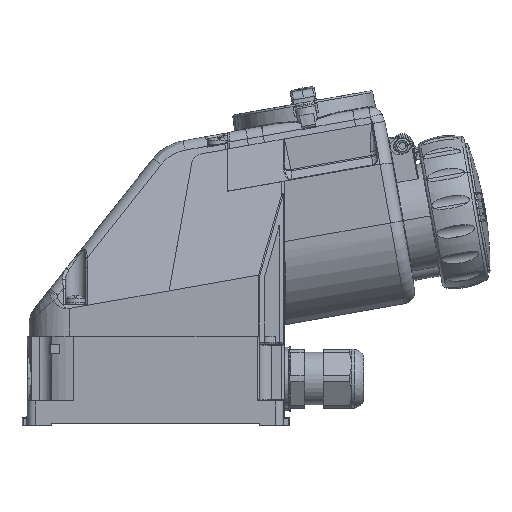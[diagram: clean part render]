
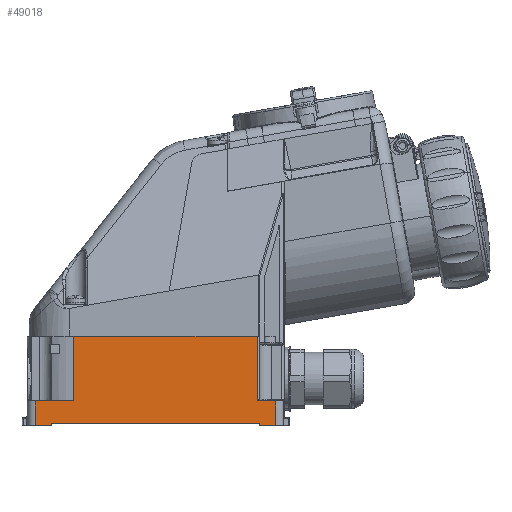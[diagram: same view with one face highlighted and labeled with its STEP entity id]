
A CAD part, front view. The second image highlights one B-rep face of the part: STEP entity #49018.
In plain terms, the highlighted planar face has unit normal (0, -1, 0).
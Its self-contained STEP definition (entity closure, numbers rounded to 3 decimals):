
#2530 = VERTEX_POINT ( 'NONE', #49326 ) ;
#3364 = CARTESIAN_POINT ( 'NONE',  ( 34.645, 113.237, -56.201 ) ) ;
#4137 = EDGE_CURVE ( 'NONE', #127603, #64387, #100987, .T. ) ;
#4257 = DIRECTION ( 'NONE',  ( -1., 0., 0. ) ) ;
#5135 = DIRECTION ( 'NONE',  ( 0., 0., 1. ) ) ;
#5486 = VERTEX_POINT ( 'NONE', #11007 ) ;
#6467 = VECTOR ( 'NONE', #19232, 1000. ) ;
#6916 = CARTESIAN_POINT ( 'NONE',  ( -99.057, 113.237, -24.201 ) ) ;
#7753 = VECTOR ( 'NONE', #5135, 1000. ) ;
#7985 = VECTOR ( 'NONE', #124155, 1000. ) ;
#11007 = CARTESIAN_POINT ( 'NONE',  ( 19.943, 113.237, -68.201 ) ) ;
#11479 = VERTEX_POINT ( 'NONE', #51943 ) ;
#15637 = ORIENTED_EDGE ( 'NONE', *, *, #117458, .T. ) ;
#16040 = CARTESIAN_POINT ( 'NONE',  ( 10.693, 113.237, -24.201 ) ) ;
#17368 = ORIENTED_EDGE ( 'NONE', *, *, #47807, .F. ) ;
#19232 = DIRECTION ( 'NONE',  ( 0., 0., -1. ) ) ;
#19300 = VERTEX_POINT ( 'NONE', #30809 ) ;
#19724 = LINE ( 'NONE', #89019, #131538 ) ;
#19897 = DIRECTION ( 'NONE',  ( 0., 0., 1. ) ) ;
#22905 = LINE ( 'NONE', #37919, #131302 ) ;
#23836 = VECTOR ( 'NONE', #19897, 1000. ) ;
#24113 = VERTEX_POINT ( 'NONE', #53678 ) ;
#24602 = ORIENTED_EDGE ( 'NONE', *, *, #88757, .F. ) ;
#25475 = LINE ( 'NONE', #74371, #23836 ) ;
#29808 = ORIENTED_EDGE ( 'NONE', *, *, #87774, .T. ) ;
#30809 = CARTESIAN_POINT ( 'NONE',  ( -99.057, 113.237, -68.201 ) ) ;
#31472 = CARTESIAN_POINT ( 'NONE',  ( 11.032, 113.237, -55.941 ) ) ;
#32073 = ORIENTED_EDGE ( 'NONE', *, *, #83002, .F. ) ;
#33498 = VERTEX_POINT ( 'NONE', #60719 ) ;
#35801 = VERTEX_POINT ( 'NONE', #38341 ) ;
#37501 = B_SPLINE_CURVE_WITH_KNOTS ( 'NONE', 3,
 ( #97294, #95864, #95396, #31472, #139464, #129491 ),
 .UNSPECIFIED., .F., .F.,
 ( 4, 2, 4 ),
 ( 0., 0.001, 0.001 ),
 .UNSPECIFIED. ) ;
#37919 = CARTESIAN_POINT ( 'NONE',  ( -103.057, 113.237, -67.201 ) ) ;
#38341 = CARTESIAN_POINT ( 'NONE',  ( 11.943, 113.237, -67.201 ) ) ;
#39561 = EDGE_CURVE ( 'NONE', #2530, #11479, #57276, .T. ) ;
#40434 = ORIENTED_EDGE ( 'NONE', *, *, #124418, .F. ) ;
#45687 = DIRECTION ( 'NONE',  ( 1., 0., 0. ) ) ;
#45931 = LINE ( 'NONE', #131034, #64603 ) ;
#46008 = CARTESIAN_POINT ( 'NONE',  ( -80.057, 113.237, -56.201 ) ) ;
#47807 = EDGE_CURVE ( 'NONE', #126165, #35801, #138879, .T. ) ;
#49018 = ADVANCED_FACE ( 'NONE', ( #92952 ), #103349, .F. ) ;
#49326 = CARTESIAN_POINT ( 'NONE',  ( 11.811, 113.237, -56.201 ) ) ;
#50909 = ORIENTED_EDGE ( 'NONE', *, *, #135363, .T. ) ;
#51943 = CARTESIAN_POINT ( 'NONE',  ( 19.943, 113.237, -56.201 ) ) ;
#52625 = VERTEX_POINT ( 'NONE', #133745 ) ;
#53678 = CARTESIAN_POINT ( 'NONE',  ( -91.057, 113.237, -67.201 ) ) ;
#55193 = CARTESIAN_POINT ( 'NONE',  ( 19.943, 113.237, -68.201 ) ) ;
#56403 = CARTESIAN_POINT ( 'NONE',  ( 11.943, 113.237, -68.201 ) ) ;
#57276 = LINE ( 'NONE', #3364, #64058 ) ;
#57706 = EDGE_CURVE ( 'NONE', #5486, #11479, #19724, .T. ) ;
#58877 = CARTESIAN_POINT ( 'NONE',  ( -103.057, 113.237, -24.201 ) ) ;
#59345 = DIRECTION ( 'NONE',  ( 0., 1., 0. ) ) ;
#60719 = CARTESIAN_POINT ( 'NONE',  ( -91.057, 113.237, -68.201 ) ) ;
#64058 = VECTOR ( 'NONE', #80073, 1000. ) ;
#64387 = VERTEX_POINT ( 'NONE', #93542 ) ;
#64603 = VECTOR ( 'NONE', #99759, 1000. ) ;
#68640 = DIRECTION ( 'NONE',  ( 0., 0., 1. ) ) ;
#70094 = CARTESIAN_POINT ( 'NONE',  ( -99.057, 113.237, -68.201 ) ) ;
#71984 = VERTEX_POINT ( 'NONE', #80477 ) ;
#73950 = CARTESIAN_POINT ( 'NONE',  ( -80.057, 113.237, -56.201 ) ) ;
#74371 = CARTESIAN_POINT ( 'NONE',  ( -91.057, 113.237, -68.201 ) ) ;
#75033 = ORIENTED_EDGE ( 'NONE', *, *, #133533, .F. ) ;
#80073 = DIRECTION ( 'NONE',  ( 1., 0., 0. ) ) ;
#80477 = CARTESIAN_POINT ( 'NONE',  ( -99.057, 113.237, -56.201 ) ) ;
#80556 = DIRECTION ( 'NONE',  ( 1., 0., 0. ) ) ;
#80620 = ORIENTED_EDGE ( 'NONE', *, *, #108037, .T. ) ;
#80824 = LINE ( 'NONE', #55193, #138432 ) ;
#81690 = VECTOR ( 'NONE', #4257, 1000. ) ;
#83002 = EDGE_CURVE ( 'NONE', #52625, #64387, #136533, .T. ) ;
#85071 = LINE ( 'NONE', #70094, #81690 ) ;
#87774 = EDGE_CURVE ( 'NONE', #71984, #19300, #140344, .T. ) ;
#88757 = EDGE_CURVE ( 'NONE', #5486, #126165, #80824, .T. ) ;
#89019 = CARTESIAN_POINT ( 'NONE',  ( 19.943, 113.237, -24.201 ) ) ;
#89798 = CARTESIAN_POINT ( 'NONE',  ( 10.693, 113.237, -55.701 ) ) ;
#92952 = FACE_OUTER_BOUND ( 'NONE', #116239, .T. ) ;
#93542 = CARTESIAN_POINT ( 'NONE',  ( 10.693, 113.237, -24.201 ) ) ;
#95396 = CARTESIAN_POINT ( 'NONE',  ( 11.399, 113.237, -56.13 ) ) ;
#95864 = CARTESIAN_POINT ( 'NONE',  ( 11.601, 113.237, -56.201 ) ) ;
#96852 = ORIENTED_EDGE ( 'NONE', *, *, #57706, .T. ) ;
#97294 = CARTESIAN_POINT ( 'NONE',  ( 11.811, 113.237, -56.201 ) ) ;
#99759 = DIRECTION ( 'NONE',  ( 0., 0., 1. ) ) ;
#100987 = LINE ( 'NONE', #16040, #7753 ) ;
#102416 = DIRECTION ( 'NONE',  ( 0., 0., 1. ) ) ;
#103349 = PLANE ( 'NONE',  #112842 ) ;
#107777 = VECTOR ( 'NONE', #45687, 1000. ) ;
#108023 = LINE ( 'NONE', #46008, #7985 ) ;
#108037 = EDGE_CURVE ( 'NONE', #24113, #35801, #22905, .T. ) ;
#111991 = ORIENTED_EDGE ( 'NONE', *, *, #4137, .T. ) ;
#112413 = DIRECTION ( 'NONE',  ( -1., 0., 0. ) ) ;
#112488 = VERTEX_POINT ( 'NONE', #73950 ) ;
#112842 = AXIS2_PLACEMENT_3D ( 'NONE', #58877, #59345, #102416 ) ;
#116239 = EDGE_LOOP ( 'NONE', ( #132560, #15637, #111991, #32073, #40434, #125462, #29808, #75033, #50909, #80620, #17368, #24602, #96852 ) ) ;
#117458 = EDGE_CURVE ( 'NONE', #2530, #127603, #37501, .T. ) ;
#121224 = DIRECTION ( 'NONE',  ( 0., 0., 1. ) ) ;
#121451 = CARTESIAN_POINT ( 'NONE',  ( -103.057, 113.237, -24.201 ) ) ;
#122193 = CARTESIAN_POINT ( 'NONE',  ( 11.943, 113.237, -68.201 ) ) ;
#124155 = DIRECTION ( 'NONE',  ( 1., 0., 0. ) ) ;
#124418 = EDGE_CURVE ( 'NONE', #112488, #52625, #45931, .T. ) ;
#125462 = ORIENTED_EDGE ( 'NONE', *, *, #139259, .F. ) ;
#126165 = VERTEX_POINT ( 'NONE', #122193 ) ;
#127603 = VERTEX_POINT ( 'NONE', #89798 ) ;
#128676 = VECTOR ( 'NONE', #121224, 1000. ) ;
#129491 = CARTESIAN_POINT ( 'NONE',  ( 10.693, 113.237, -55.701 ) ) ;
#131034 = CARTESIAN_POINT ( 'NONE',  ( -80.057, 113.237, -56.201 ) ) ;
#131302 = VECTOR ( 'NONE', #80556, 1000. ) ;
#131538 = VECTOR ( 'NONE', #68640, 1000. ) ;
#132560 = ORIENTED_EDGE ( 'NONE', *, *, #39561, .F. ) ;
#133533 = EDGE_CURVE ( 'NONE', #33498, #19300, #85071, .T. ) ;
#133745 = CARTESIAN_POINT ( 'NONE',  ( -80.057, 113.237, -24.201 ) ) ;
#135363 = EDGE_CURVE ( 'NONE', #33498, #24113, #25475, .T. ) ;
#136533 = LINE ( 'NONE', #121451, #107777 ) ;
#138432 = VECTOR ( 'NONE', #112413, 1000. ) ;
#138879 = LINE ( 'NONE', #56403, #128676 ) ;
#139259 = EDGE_CURVE ( 'NONE', #71984, #112488, #108023, .T. ) ;
#139464 = CARTESIAN_POINT ( 'NONE',  ( 10.863, 113.237, -55.821 ) ) ;
#140344 = LINE ( 'NONE', #6916, #6467 ) ;
